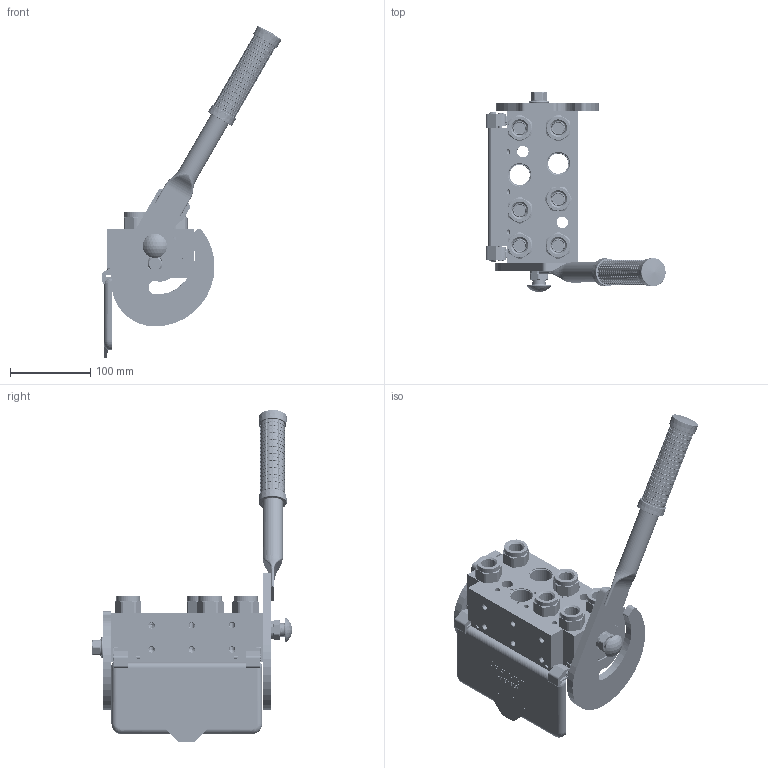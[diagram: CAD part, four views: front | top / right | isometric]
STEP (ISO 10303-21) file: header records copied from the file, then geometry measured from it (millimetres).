
FILE_DESCRIPTION (( 'STEP AP214' ), '1' );
FILE_NAME ('FASTER.step', '2024-01-01T18:53:45', ( '' ), ( '' ), 'SwSTEP 2.0', 'SolidWorks 2017', '' );
FILE_SCHEMA (( 'AUTOMOTIVE_DESIGN' ));
Length unit declared in the file: millimetre
Products named in the file (33): 4830_001_0005_300; 4830_001_0004_000; or2_62x17_86; 0048_042_0412_000; et007; 4830_070_0000_001; 2ffnb12_npt_f; ET007-ET012; sicura_p5; 4850_024_0000_020; 4142_072_1000_300; 4830_022_0000_011; 4830_025_2000_000; 4830_001_0005_301; 4850_024_0000_012; 4830_025_1000_000; 4850_024_2000_000_ASM; 1540_080_0012_000; A_2ffnb12_npt_f; 4850_024_0000_021; 4850_024_2000_020; curs_molla_12; 4850_020_0000_020; FASTER; 4830_025_0000_001; et012; 4850_001_0001_005; 4850_024_2000_000; or1_5x7_m; 4340_014_0000_000; 4850_024_2000_011; P808_F_BASE
Assembly tree (39 placements, depth 4):
  FASTER
    P808_F_BASE
      4850_020_0000_020
      4850_001_0001_005
      4830_001_0004_000  x2
      4830_001_0005_300
      4830_001_0005_301
    A_2ffnb12_npt_f  x6
      curs_molla_12
        4340_014_0000_000
        4142_072_1000_300
      2ffnb12_npt_f
        2ffnb12_npt_f
    4850_024_2000_000
      4850_024_2000_000_ASM
        4850_024_2000_020
        4850_024_2000_011
        4850_024_0000_021
      sicura_p5
        4830_025_0000_001
        or1_5x7_m
        0048_042_0412_000
      4850_024_0000_012
      4850_024_0000_020
      1540_080_0012_000
      4830_025_2000_000
      4830_025_1000_000
      4830_022_0000_011
      4830_070_0000_001
      or2_62x17_86  x2
    ET007-ET012
      et012
      et007
Bounding box: 222.69 x 248.93 x 412.47 mm (x, y, z)
Volume: 290003.4 mm3; surface area: 457463.4 mm2
Topology: 31 solids, 96 shells, 6146 faces, 16148 edges, 10364 vertices
Faces by surface type: plane 2935, cylinder 1833, cone 559, torus 526, bspline 232, sphere 61
Entity records: 219392 total; most frequent: CARTESIAN_POINT 91825, ORIENTED_EDGE 27676, DIRECTION 23038, EDGE_CURVE 13901, LINE 9060, VECTOR 9060, VERTEX_POINT 9013, AXIS2_PLACEMENT_3D 6989
